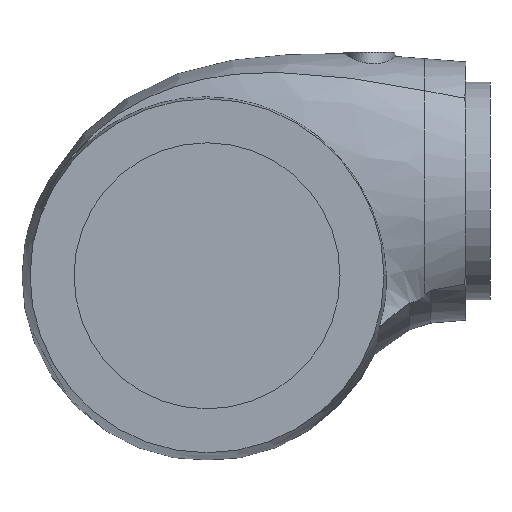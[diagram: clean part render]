
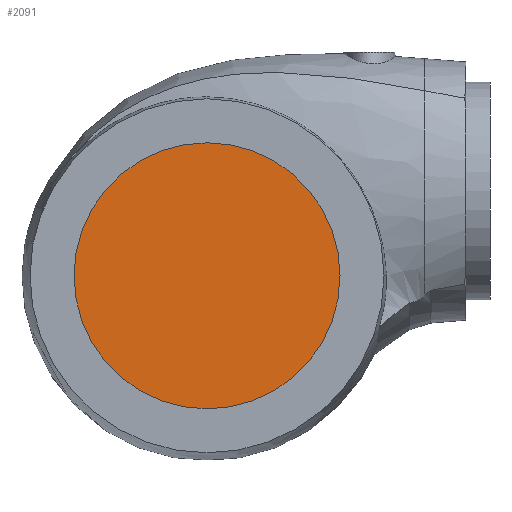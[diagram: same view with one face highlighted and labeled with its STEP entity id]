
A CAD part, front view. The second image highlights one B-rep face of the part: STEP entity #2091.
In plain terms, the highlighted planar face has unit normal (0, -1, 0).
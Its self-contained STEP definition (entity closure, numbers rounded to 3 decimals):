
#551=FACE_OUTER_BOUND('',#679,.T.);
#679=EDGE_LOOP('',(#1789));
#737=CIRCLE('',#2257,55.);
#932=VERTEX_POINT('',#7326);
#1219=EDGE_CURVE('',#932,#932,#737,.T.);
#1789=ORIENTED_EDGE('',*,*,#1219,.F.);
#1868=PLANE('',#2256);
#2091=ADVANCED_FACE('',(#551),#1868,.T.);
#2256=AXIS2_PLACEMENT_3D('',#7325,#2687,#2688);
#2257=AXIS2_PLACEMENT_3D('',#7327,#2689,#2690);
#2687=DIRECTION('center_axis',(0.,-1.,0.));
#2688=DIRECTION('ref_axis',(0.,0.,-1.));
#2689=DIRECTION('center_axis',(0.,1.,0.));
#2690=DIRECTION('ref_axis',(0.,0.,1.));
#7325=CARTESIAN_POINT('Origin',(0.,-67.5,0.));
#7326=CARTESIAN_POINT('',(0.,-67.5,55.));
#7327=CARTESIAN_POINT('Origin',(0.,-67.5,0.));
